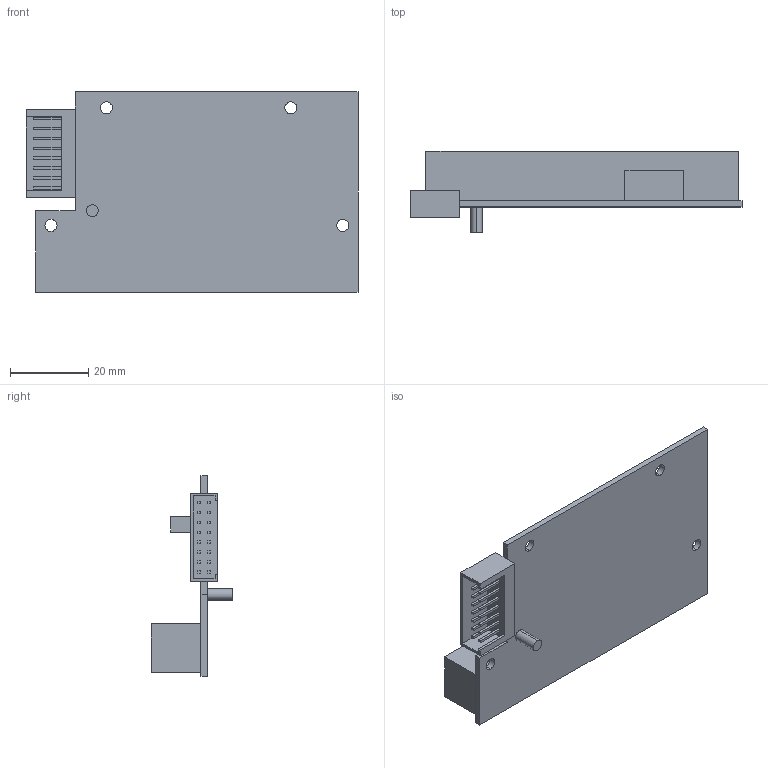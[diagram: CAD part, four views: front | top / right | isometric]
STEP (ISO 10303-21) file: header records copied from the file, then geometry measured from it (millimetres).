
FILE_DESCRIPTION (( 'STEP AP214' ), '1' );
FILE_NAME ('INGUN_32627.STEP', '2024-11-06T09:34:59', ( '' ), ( '' ), 'SwSTEP 2.0', 'SolidWorks 2023', '' );
FILE_SCHEMA (( 'AUTOMOTIVE_DESIGN' ));
Length unit declared in the file: millimetre
Products named in the file (1): INGUN_32627
Bounding box: 85.1 x 20.8 x 51.5 mm (x, y, z)
Volume: 13848 mm3; surface area: 18012.8 mm2
Topology: 3 solids, 3 shells, 590 faces, 1460 edges, 972 vertices
Faces by surface type: plane 580, cylinder 10
Entity records: 17169 total; most frequent: CARTESIAN_POINT 3023, ORIENTED_EDGE 2920, DIRECTION 2662, EDGE_CURVE 1460, VECTOR 1440, LINE 1440, VERTEX_POINT 972, EDGE_LOOP 694
